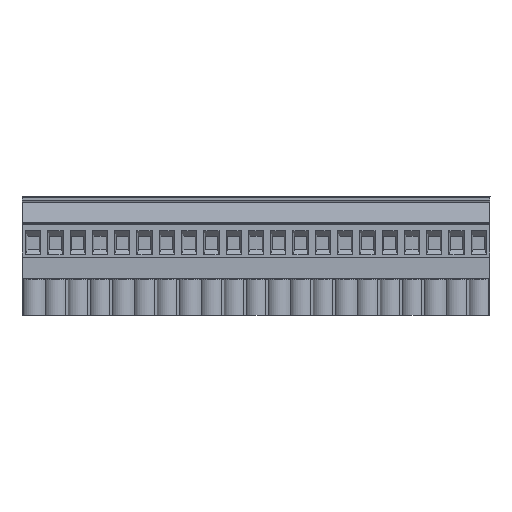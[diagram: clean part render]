
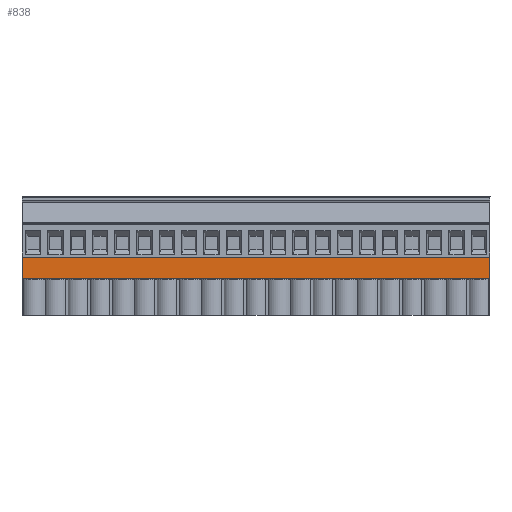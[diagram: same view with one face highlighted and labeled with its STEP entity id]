
A CAD part, top view. The second image highlights one B-rep face of the part: STEP entity #838.
In plain terms, the highlighted planar face has unit normal (0, 0, 1).
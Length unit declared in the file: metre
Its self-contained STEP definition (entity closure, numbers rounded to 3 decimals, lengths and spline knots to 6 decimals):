
#838=ADVANCED_FACE('',(#2186),#2187,.F.);
#2186=FACE_OUTER_BOUND('',#4105,.T.);
#2187=PLANE('',#4106);
#4105=EDGE_LOOP('',(#6757,#6758,#6759,#6760));
#4106=AXIS2_PLACEMENT_3D('',#6761,#6762,#6763);
#6757=ORIENTED_EDGE('',*,*,#11523,.T.);
#6758=ORIENTED_EDGE('',*,*,#11524,.T.);
#6759=ORIENTED_EDGE('',*,*,#11483,.F.);
#6760=ORIENTED_EDGE('',*,*,#11015,.F.);
#6761=CARTESIAN_POINT('',(-0.00508,0.004997,0.));
#6762=DIRECTION('',(0.,0.,-1.0));
#6763=DIRECTION('',(0.0,-1.0,0.));
#11015=EDGE_CURVE('',#13146,#13148,#13149,.T.);
#11483=EDGE_CURVE('',#13148,#13973,#13974,.T.);
#11523=EDGE_CURVE('',#13146,#14034,#14035,.T.);
#11524=EDGE_CURVE('',#14034,#13973,#14036,.T.);
#13146=VERTEX_POINT('',#16180);
#13148=VERTEX_POINT('',#16183);
#13149=LINE('',#16184,#16185);
#13973=VERTEX_POINT('',#17364);
#13974=LINE('',#17365,#17366);
#14034=VERTEX_POINT('',#17451);
#14035=LINE('',#17452,#17453);
#14036=LINE('',#17454,#17455);
#16180=CARTESIAN_POINT('',(0.0,0.,0.));
#16183=CARTESIAN_POINT('',(0.0,0.005,0.));
#16184=CARTESIAN_POINT('',(0.0,0.004997,0.));
#16185=VECTOR('',#19979,1.0);
#17364=CARTESIAN_POINT('',(0.10668,0.005,0.0));
#17365=CARTESIAN_POINT('',(-0.00508,0.005,0.));
#17366=VECTOR('',#20440,1.0);
#17451=CARTESIAN_POINT('',(0.10668,0.0,0.0));
#17452=CARTESIAN_POINT('',(-0.00508,0.,0.));
#17453=VECTOR('',#20475,1.0);
#17454=CARTESIAN_POINT('',(0.10668,0.004997,0.0));
#17455=VECTOR('',#20476,1.0);
#19979=DIRECTION('',(0.,1.0,0.));
#20440=DIRECTION('',(1.0,0.,0.));
#20475=DIRECTION('',(1.0,0.,0.));
#20476=DIRECTION('',(0.,1.0,0.));
